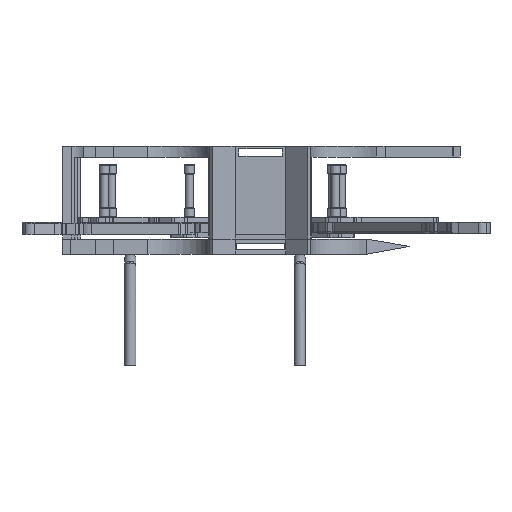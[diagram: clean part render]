
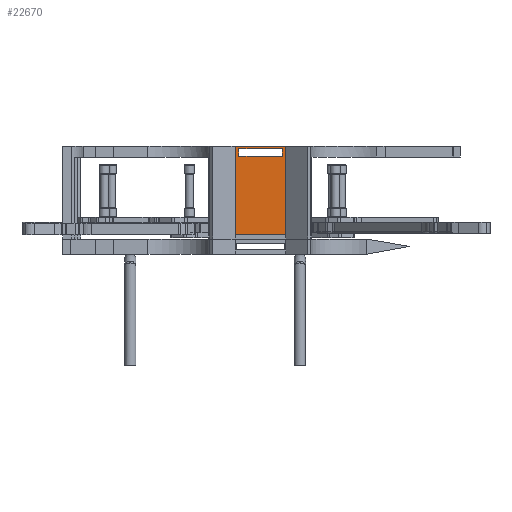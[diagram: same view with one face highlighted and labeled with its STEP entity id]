
A CAD part, left-side view. The second image highlights one B-rep face of the part: STEP entity #22670.
In plain terms, the highlighted planar face has unit normal (-1, 0, 0).
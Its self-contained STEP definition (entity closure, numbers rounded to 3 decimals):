
#526=FACE_BOUND('',#8289,.T.);
#970=PLANE('',#25284);
#2902=LINE('',#39047,#4904);
#2960=LINE('',#39221,#4962);
#2963=LINE('',#39226,#4965);
#2964=LINE('',#39227,#4966);
#2965=LINE('',#39230,#4967);
#2966=LINE('',#39232,#4968);
#2967=LINE('',#39234,#4969);
#2968=LINE('',#39235,#4970);
#4904=VECTOR('',#31683,10.7);
#4962=VECTOR('',#31813,10.7);
#4965=VECTOR('',#31820,10.7);
#4966=VECTOR('',#31821,10.7);
#4967=VECTOR('',#31822,10.7);
#4968=VECTOR('',#31823,10.7);
#4969=VECTOR('',#31824,10.7);
#4970=VECTOR('',#31825,10.7);
#6784=FACE_OUTER_BOUND('',#8288,.T.);
#8288=EDGE_LOOP('',(#20952,#20953,#20954,#20955));
#8289=EDGE_LOOP('',(#20956,#20957,#20958,#20959));
#11583=VERTEX_POINT('',#39044);
#11584=VERTEX_POINT('',#39046);
#11657=VERTEX_POINT('',#39203);
#11662=VERTEX_POINT('',#39213);
#11665=VERTEX_POINT('',#39228);
#11666=VERTEX_POINT('',#39229);
#11667=VERTEX_POINT('',#39231);
#11668=VERTEX_POINT('',#39233);
#14717=EDGE_CURVE('',#11584,#11583,#2902,.T.);
#14804=EDGE_CURVE('',#11662,#11657,#2960,.T.);
#14807=EDGE_CURVE('',#11584,#11657,#2963,.T.);
#14808=EDGE_CURVE('',#11662,#11583,#2964,.T.);
#14809=EDGE_CURVE('',#11665,#11666,#2965,.T.);
#14810=EDGE_CURVE('',#11666,#11667,#2966,.T.);
#14811=EDGE_CURVE('',#11667,#11668,#2967,.T.);
#14812=EDGE_CURVE('',#11668,#11665,#2968,.T.);
#20952=ORIENTED_EDGE('',*,*,#14804,.T.);
#20953=ORIENTED_EDGE('',*,*,#14807,.F.);
#20954=ORIENTED_EDGE('',*,*,#14717,.T.);
#20955=ORIENTED_EDGE('',*,*,#14808,.F.);
#20956=ORIENTED_EDGE('',*,*,#14809,.T.);
#20957=ORIENTED_EDGE('',*,*,#14810,.T.);
#20958=ORIENTED_EDGE('',*,*,#14811,.T.);
#20959=ORIENTED_EDGE('',*,*,#14812,.T.);
#22670=ADVANCED_FACE('',(#6784,#526),#970,.T.);
#25284=AXIS2_PLACEMENT_3D('',#39225,#31818,#31819);
#31683=DIRECTION('',(0.,1.,0.));
#31813=DIRECTION('',(0.,-1.,0.));
#31818=DIRECTION('center_axis',(-1.,0.,0.));
#31819=DIRECTION('ref_axis',(0.,0.,1.));
#31820=DIRECTION('',(0.,0.,-1.));
#31821=DIRECTION('',(0.,0.,1.));
#31822=DIRECTION('',(0.,0.,-1.));
#31823=DIRECTION('',(0.,1.,0.));
#31824=DIRECTION('',(0.,0.,1.));
#31825=DIRECTION('',(0.,-1.,0.));
#39044=CARTESIAN_POINT('',(-42.007,25.232,50.647));
#39046=CARTESIAN_POINT('',(-42.007,-10.243,50.647));
#39047=CARTESIAN_POINT('',(-42.007,-1.645,50.647));
#39203=CARTESIAN_POINT('',(-42.007,-10.243,-11.359));
#39213=CARTESIAN_POINT('',(-42.007,25.232,-11.359));
#39221=CARTESIAN_POINT('',(-42.007,-9.834,-11.359));
#39225=CARTESIAN_POINT('Origin',(-42.007,-9.425,50.701));
#39226=CARTESIAN_POINT('',(-42.007,-10.243,50.701));
#39227=CARTESIAN_POINT('',(-42.007,25.232,50.701));
#39228=CARTESIAN_POINT('',(-42.007,-7.998,48.882));
#39229=CARTESIAN_POINT('',(-42.007,-7.998,43.532));
#39230=CARTESIAN_POINT('',(-42.007,-7.998,49.791));
#39231=CARTESIAN_POINT('',(-42.007,22.497,43.532));
#39232=CARTESIAN_POINT('',(-42.007,-8.712,43.532));
#39233=CARTESIAN_POINT('',(-42.007,22.497,48.882));
#39234=CARTESIAN_POINT('',(-42.007,22.497,47.116));
#39235=CARTESIAN_POINT('',(-42.007,6.536,48.882));
